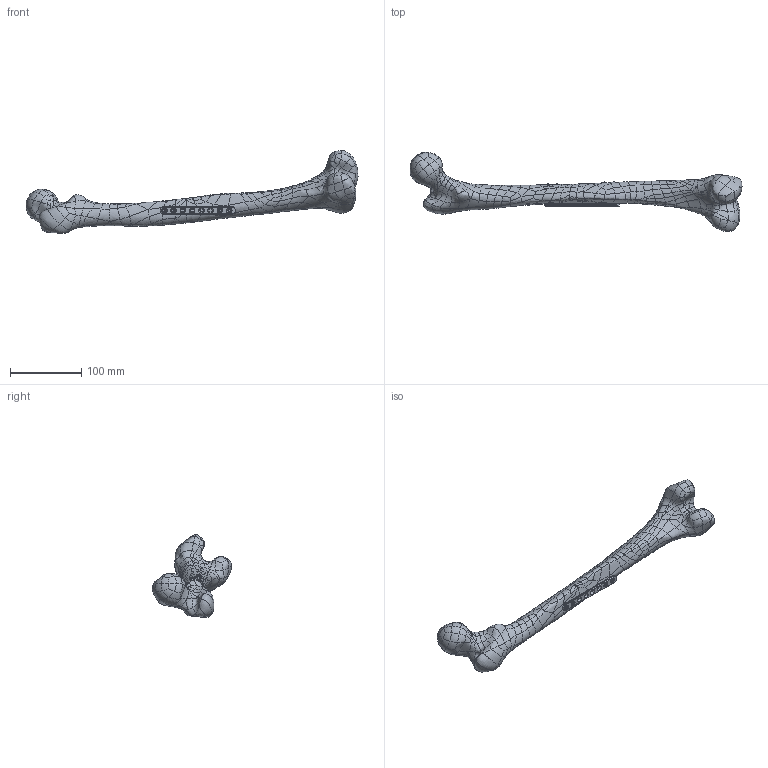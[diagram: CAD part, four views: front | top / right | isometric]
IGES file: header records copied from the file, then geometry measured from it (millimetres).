
Start section: DesignModeler IGES Output Version 5.3
Global section: file name: Geom.igs; native system:  By UGS Corp.; preprocessor: XPlus GENERIC/IGES 3.0; author: User; organization:  ; date: 20170427.035227; units: metre
Bounding box: 465.62 x 111.44 x 116.34 mm (x, y, z)
Volume: 499571.6 mm3; surface area: 82561.5 mm2
Topology: 6 solids, 6 shells, 1033 faces, 2526 edges, 1496 vertices
Faces by surface type: bspline 655, revolution 378
